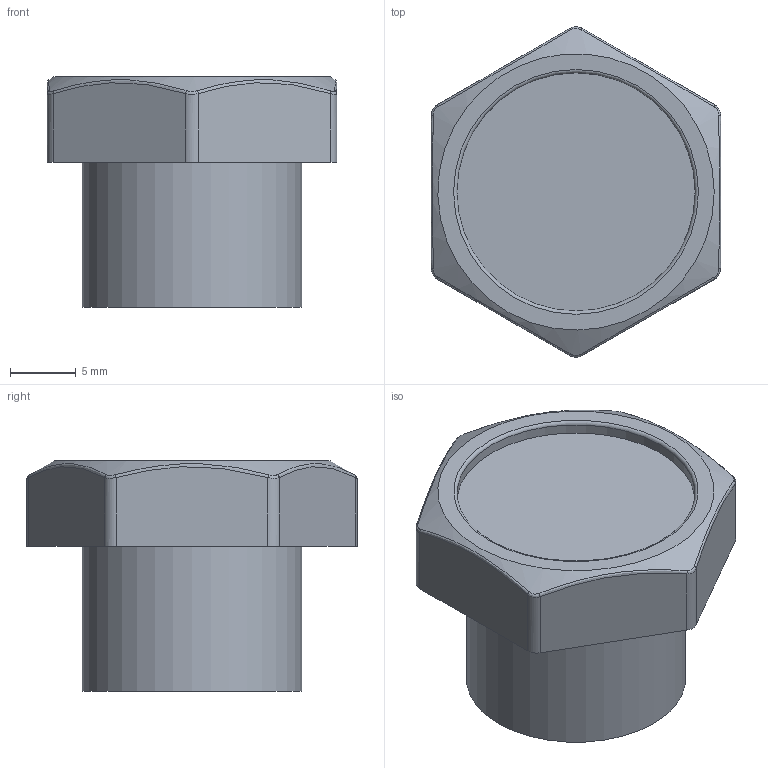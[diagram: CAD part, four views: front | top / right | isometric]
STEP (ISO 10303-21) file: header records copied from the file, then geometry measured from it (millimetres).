
FILE_DESCRIPTION( ( 'Unknown' ), '1' );
FILE_NAME( '6312515_TO4.stp', 'Unknown', ( 'Unknown' ), ( 'Unknown' ), 'PSStep 14.0', 'Unknown', ' ' );
FILE_SCHEMA( ( 'AUTOMOTIVE_DESIGN { 1 0 10303 214 1 1 1 1 }' ) );
Length unit declared in the file: millimetre
Products named in the file (1): 1
Bounding box: 22 x 25.09 x 17.5 mm (x, y, z)
Volume: 3622.5 mm3; surface area: 2376 mm2
Topology: 1 solids, 1 shells, 35 faces, 77 edges, 47 vertices
Faces by surface type: bspline 12, plane 11, cylinder 9, torus 2, cone 1
Full cylindrical faces by diameter (mm): 10.5 x1, 16.662 x1, 18.1 x1
Entity records: 2700 total; most frequent: CARTESIAN_POINT 1744, ORIENTED_EDGE 138, DIRECTION 120, EDGE_CURVE 69, AXIS2_PLACEMENT_3D 51, VERTEX_POINT 45, EDGE_LOOP 44, FACE_OUTER_BOUND 40
